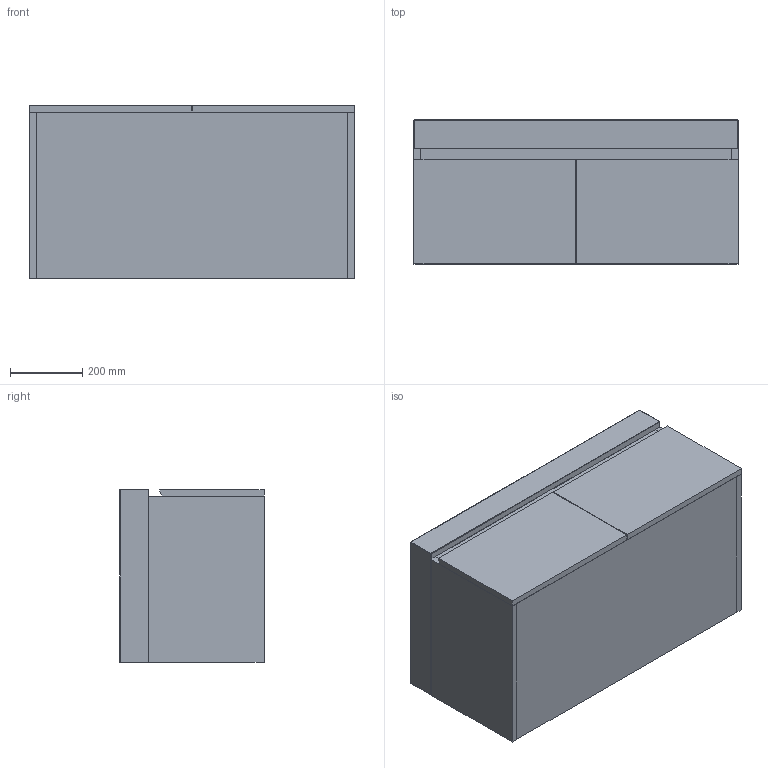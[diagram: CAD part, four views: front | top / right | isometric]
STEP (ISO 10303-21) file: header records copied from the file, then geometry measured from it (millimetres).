
FILE_DESCRIPTION((''),'2;1');
FILE_NAME('KADO_LUSSI_900_CABINET_B_ASM','2020-10-22T14:57:04',('ipelchen'),(''),'CREO PARAMETRIC BY PTC INC, 2018190','CREO PARAMETRIC BY PTC INC, 2018190','');
FILE_SCHEMA(('CONFIG_CONTROL_DESIGN'));
Length unit declared in the file: millimetre
Products named in the file (11): KADO_LUSSI_900_CARCASS_B; KADO_LUSSI_900_CAB_FRONTP_B; KADO_LUSSI_900_CAB_SIDEP_B; KADO_LUSSI_900_CAB_TOP_B; KADO_LUSSI_900_DOOR_B; KADO_LUSSI_900_C_LIGHT; KADOLUSSI_WASTE_TESTING_ONLY__; KADOLUSSI_WASTE_TOPSEAL__; KADO_SS_CAP__; KADO_LUSSI_WASTE_ASM_ASM; KADO_LUSSI_900_CABINET_B_ASM
Assembly tree (12 placements, depth 3):
  KADO_LUSSI_900_CABINET_B_ASM
    KADO_LUSSI_900_CARCASS_B
    KADO_LUSSI_900_CAB_FRONTP_B
    KADO_LUSSI_900_CAB_SIDEP_B  x2
    KADO_LUSSI_900_CAB_TOP_B
    KADO_LUSSI_900_DOOR_B  x2
    KADO_LUSSI_900_C_LIGHT
    KADO_LUSSI_WASTE_ASM_ASM
      KADOLUSSI_WASTE_TESTING_ONLY__
      KADOLUSSI_WASTE_TOPSEAL__
      KADO_SS_CAP__
Bounding box: 900 x 400 x 480 mm (x, y, z)
Volume: 50372753.5 mm3; surface area: 4563715.4 mm2
Topology: 11 solids, 11 shells, 289 faces, 680 edges, 411 vertices
Faces by surface type: plane 114, bspline 74, cylinder 61, torus 15, cone 11, sphere 10, extrusion 4
Entity records: 14678 total; most frequent: CARTESIAN_POINT 8621, ORIENTED_EDGE 1302, DIRECTION 1080, EDGE_CURVE 651, AXIS2_PLACEMENT_3D 396, VERTEX_POINT 393, EDGE_LOOP 292, VECTOR 288
